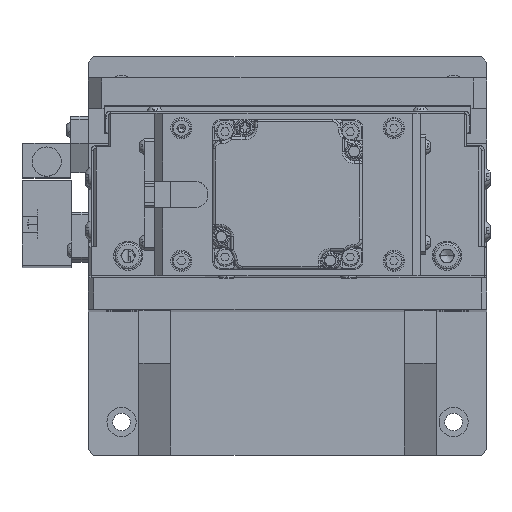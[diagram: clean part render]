
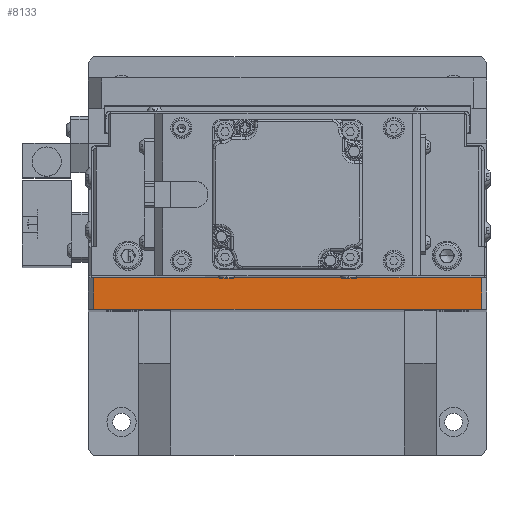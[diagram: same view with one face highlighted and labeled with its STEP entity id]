
A CAD part, top view. The second image highlights one B-rep face of the part: STEP entity #8133.
In plain terms, the highlighted planar face has unit normal (0, 0, 1).
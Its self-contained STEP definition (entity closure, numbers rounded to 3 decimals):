
#393 = DIRECTION ( 'NONE',  ( -1., 0., 0. ) ) ;
#3340 = CARTESIAN_POINT ( 'NONE',  ( 73., 0., 174. ) ) ;
#3564 = DIRECTION ( 'NONE',  ( 0., 1., 0. ) ) ;
#3785 = DIRECTION ( 'NONE',  ( 0., -1., 0. ) ) ;
#6254 = ORIENTED_EDGE ( 'NONE', *, *, #50193, .F. ) ;
#6630 = CARTESIAN_POINT ( 'NONE',  ( -75., -12., 174. ) ) ;
#8133 = ADVANCED_FACE ( 'NONE', ( #48336 ), #15929, .F. ) ;
#9076 = VERTEX_POINT ( 'NONE', #3340 ) ;
#10549 = CARTESIAN_POINT ( 'NONE',  ( 73., -12., 174. ) ) ;
#11726 = DIRECTION ( 'NONE',  ( -1., 0., 0. ) ) ;
#13097 = EDGE_CURVE ( 'NONE', #19626, #27315, #42133, .T. ) ;
#13863 = EDGE_CURVE ( 'NONE', #52846, #9076, #40080, .T. ) ;
#14151 = CARTESIAN_POINT ( 'NONE',  ( -73., 0., 174. ) ) ;
#14380 = CARTESIAN_POINT ( 'NONE',  ( -73., -12., 174. ) ) ;
#15929 = PLANE ( 'NONE',  #26917 ) ;
#16512 = CARTESIAN_POINT ( 'NONE',  ( -73., -12., 174. ) ) ;
#18281 = EDGE_LOOP ( 'NONE', ( #32386, #30586, #6254, #49539 ) ) ;
#19626 = VERTEX_POINT ( 'NONE', #14151 ) ;
#24469 = VECTOR ( 'NONE', #3785, 1000. ) ;
#25265 = VECTOR ( 'NONE', #393, 1000. ) ;
#26917 = AXIS2_PLACEMENT_3D ( 'NONE', #53448, #41264, #3564 ) ;
#27315 = VERTEX_POINT ( 'NONE', #14380 ) ;
#29500 = CARTESIAN_POINT ( 'NONE',  ( -75., 0., 174. ) ) ;
#30586 = ORIENTED_EDGE ( 'NONE', *, *, #13097, .T. ) ;
#31889 = CARTESIAN_POINT ( 'NONE',  ( 73., -12., 174. ) ) ;
#32386 = ORIENTED_EDGE ( 'NONE', *, *, #44954, .T. ) ;
#33533 = VECTOR ( 'NONE', #39921, 1000. ) ;
#39921 = DIRECTION ( 'NONE',  ( 0., 1., 0. ) ) ;
#40080 = LINE ( 'NONE', #31889, #33533 ) ;
#41264 = DIRECTION ( 'NONE',  ( 0., 0., -1. ) ) ;
#42133 = LINE ( 'NONE', #16512, #24469 ) ;
#42902 = LINE ( 'NONE', #6630, #46805 ) ;
#44954 = EDGE_CURVE ( 'NONE', #9076, #19626, #51996, .T. ) ;
#46805 = VECTOR ( 'NONE', #11726, 1000. ) ;
#48336 = FACE_OUTER_BOUND ( 'NONE', #18281, .T. ) ;
#49539 = ORIENTED_EDGE ( 'NONE', *, *, #13863, .T. ) ;
#50193 = EDGE_CURVE ( 'NONE', #52846, #27315, #42902, .T. ) ;
#51996 = LINE ( 'NONE', #29500, #25265 ) ;
#52846 = VERTEX_POINT ( 'NONE', #10549 ) ;
#53448 = CARTESIAN_POINT ( 'NONE',  ( -75., -12., 174. ) ) ;
